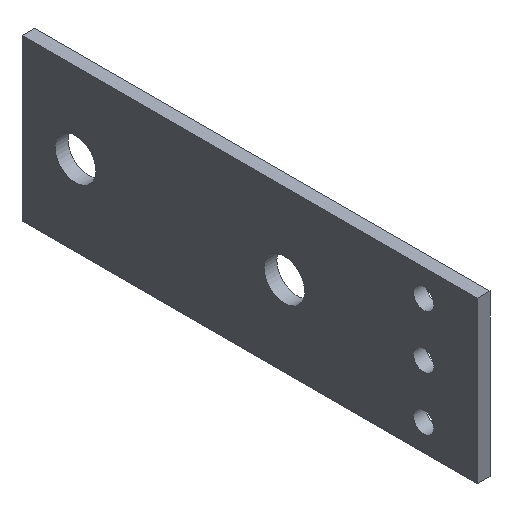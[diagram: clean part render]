
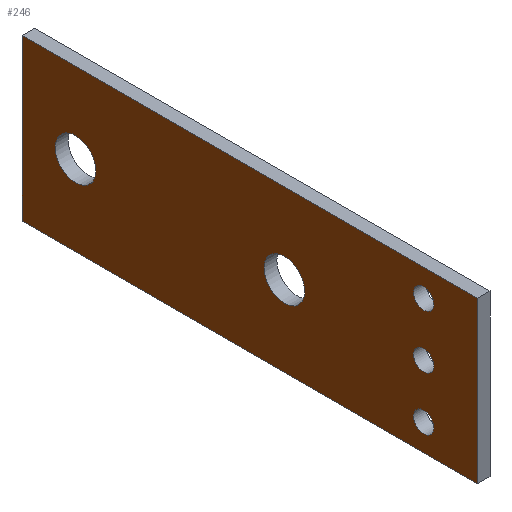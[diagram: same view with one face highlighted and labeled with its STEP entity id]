
A CAD part, isometric view. The second image highlights one B-rep face of the part: STEP entity #246.
In plain terms, the highlighted planar face has unit normal (-1, 0, 0).
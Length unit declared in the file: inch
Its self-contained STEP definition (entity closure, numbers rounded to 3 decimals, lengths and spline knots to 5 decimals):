
#20=FACE_BOUND('',#58,.T.);
#21=FACE_BOUND('',#59,.T.);
#22=FACE_BOUND('',#60,.T.);
#23=FACE_BOUND('',#61,.T.);
#24=FACE_BOUND('',#62,.T.);
#30=PLANE('',#286);
#41=FACE_OUTER_BOUND('',#57,.T.);
#57=EDGE_LOOP('',(#222,#223,#224,#225));
#58=EDGE_LOOP('',(#226));
#59=EDGE_LOOP('',(#227));
#60=EDGE_LOOP('',(#228));
#61=EDGE_LOOP('',(#229));
#62=EDGE_LOOP('',(#230));
#68=LINE('',#402,#85);
#72=LINE('',#410,#89);
#75=LINE('',#416,#92);
#78=LINE('',#421,#95);
#85=VECTOR('',#336,0.3937);
#89=VECTOR('',#342,0.3937);
#92=VECTOR('',#347,0.3937);
#95=VECTOR('',#352,0.3937);
#99=CIRCLE('',#264,0.095);
#102=CIRCLE('',#268,0.095);
#105=CIRCLE('',#272,0.095);
#108=CIRCLE('',#276,0.19);
#111=CIRCLE('',#280,0.19);
#114=VERTEX_POINT('',#364);
#117=VERTEX_POINT('',#372);
#120=VERTEX_POINT('',#380);
#123=VERTEX_POINT('',#388);
#126=VERTEX_POINT('',#396);
#127=VERTEX_POINT('',#400);
#128=VERTEX_POINT('',#401);
#131=VERTEX_POINT('',#409);
#133=VERTEX_POINT('',#415);
#138=EDGE_CURVE('',#114,#114,#99,.T.);
#142=EDGE_CURVE('',#117,#117,#102,.T.);
#146=EDGE_CURVE('',#120,#120,#105,.T.);
#150=EDGE_CURVE('',#123,#123,#108,.T.);
#154=EDGE_CURVE('',#126,#126,#111,.T.);
#155=EDGE_CURVE('',#127,#128,#68,.T.);
#159=EDGE_CURVE('',#131,#127,#72,.T.);
#162=EDGE_CURVE('',#133,#131,#75,.T.);
#165=EDGE_CURVE('',#128,#133,#78,.T.);
#222=ORIENTED_EDGE('',*,*,#165,.F.);
#223=ORIENTED_EDGE('',*,*,#155,.F.);
#224=ORIENTED_EDGE('',*,*,#159,.F.);
#225=ORIENTED_EDGE('',*,*,#162,.F.);
#226=ORIENTED_EDGE('',*,*,#138,.T.);
#227=ORIENTED_EDGE('',*,*,#142,.T.);
#228=ORIENTED_EDGE('',*,*,#146,.T.);
#229=ORIENTED_EDGE('',*,*,#150,.T.);
#230=ORIENTED_EDGE('',*,*,#154,.T.);
#246=ADVANCED_FACE('',(#41,#20,#21,#22,#23,#24),#30,.F.);
#264=AXIS2_PLACEMENT_3D('',#366,#296,#297);
#268=AXIS2_PLACEMENT_3D('',#374,#305,#306);
#272=AXIS2_PLACEMENT_3D('',#382,#314,#315);
#276=AXIS2_PLACEMENT_3D('',#390,#323,#324);
#280=AXIS2_PLACEMENT_3D('',#398,#332,#333);
#286=AXIS2_PLACEMENT_3D('',#424,#356,#357);
#296=DIRECTION('center_axis',(1.,0.,0.));
#297=DIRECTION('ref_axis',(0.,1.,0.));
#305=DIRECTION('center_axis',(1.,0.,0.));
#306=DIRECTION('ref_axis',(0.,1.,0.));
#314=DIRECTION('center_axis',(1.,0.,0.));
#315=DIRECTION('ref_axis',(0.,1.,0.));
#323=DIRECTION('center_axis',(1.,0.,0.));
#324=DIRECTION('ref_axis',(0.,1.,0.));
#332=DIRECTION('center_axis',(1.,0.,0.));
#333=DIRECTION('ref_axis',(0.,1.,0.));
#336=DIRECTION('',(0.,-1.,0.));
#342=DIRECTION('',(0.,0.,1.));
#347=DIRECTION('',(0.,1.,0.));
#352=DIRECTION('',(0.,0.,-1.));
#356=DIRECTION('center_axis',(1.,0.,0.));
#357=DIRECTION('ref_axis',(0.,1.,0.));
#364=CARTESIAN_POINT('',(0.,0.405,0.75));
#366=CARTESIAN_POINT('Origin',(0.,0.5,0.75));
#372=CARTESIAN_POINT('',(0.,0.405,1.25));
#374=CARTESIAN_POINT('Origin',(0.,0.5,1.25));
#380=CARTESIAN_POINT('',(0.,0.405,0.25));
#382=CARTESIAN_POINT('Origin',(0.,0.5,0.25));
#388=CARTESIAN_POINT('',(0.,3.56,0.75068));
#390=CARTESIAN_POINT('Origin',(0.,3.75,0.75068));
#396=CARTESIAN_POINT('',(0.,1.61,0.75));
#398=CARTESIAN_POINT('Origin',(0.,1.8,0.75));
#400=CARTESIAN_POINT('',(0.,4.25,1.5));
#401=CARTESIAN_POINT('',(0.,0.,1.5));
#402=CARTESIAN_POINT('',(0.,4.25,1.5));
#409=CARTESIAN_POINT('',(0.,4.25,0.));
#410=CARTESIAN_POINT('',(0.,4.25,0.));
#415=CARTESIAN_POINT('',(0.,0.,0.));
#416=CARTESIAN_POINT('',(0.,0.,0.));
#421=CARTESIAN_POINT('',(0.,0.,1.5));
#424=CARTESIAN_POINT('Origin',(0.,2.125,0.75));
